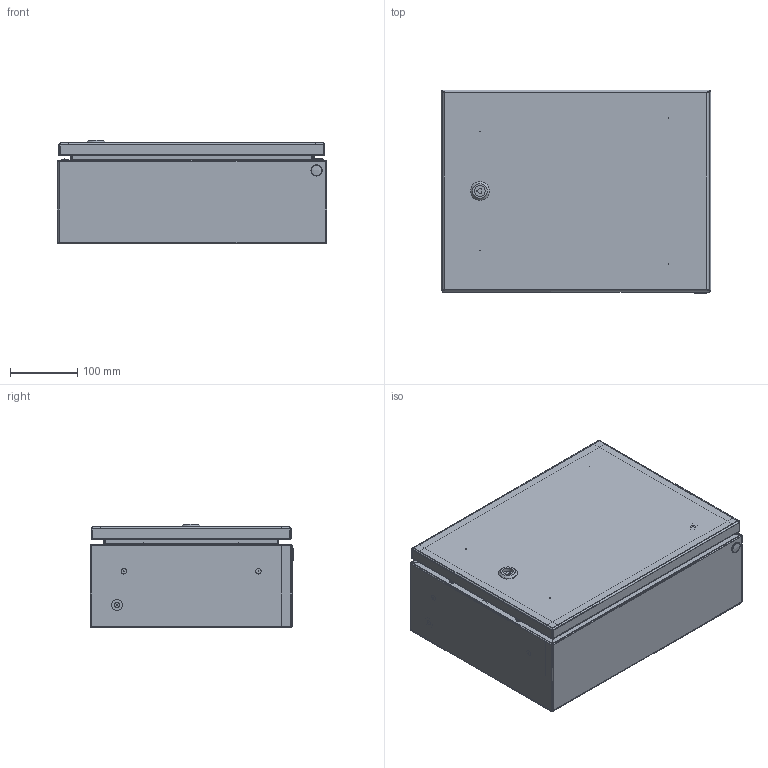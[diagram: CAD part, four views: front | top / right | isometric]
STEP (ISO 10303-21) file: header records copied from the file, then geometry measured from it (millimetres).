
FILE_DESCRIPTION (( 'STEP AP203' ), '1' );
FILE_NAME ('TI5-10-N-030-040-015-66 TITAN 5 Êîðïóñ ìåòàëëè÷åñêèé ÙÌÏ-30.40.15 ÓÕË1 IP66 IEK.STEP', '2023-09-25T06:59:32', ( '' ), ( '' ), 'SwSTEP 2.0', 'SolidWorks 2022', '' );
FILE_SCHEMA (( 'CONFIG_CONTROL_DESIGN' ));
Length unit declared in the file: millimetre
Products named in the file (28): Стойка петли + винт, кольцо, гайка_-01 (1.5мм); Гайка фланцевая DIN 6923_М5; IEK 201.013-01 Заглушка D8.0v3_10; IEK 720.001 Стойка_петли_зенковка 90; КИВА 139.03.01_300х400 (Для сборки); Корпус_под 1,4 мм; TI5-10-N-030-040-015-66 TITAN 5 Корпус металлический ЩМП-30.40.15 УХЛ1 IP66 IEK; КИВА 139.02.00СБ_300х400; IEK 201.013 Заглушка D5.5; IEK 201.010 Кольцо 005-008-19-2-3; Замок MESAN 060-1-1-37_MESAN 060-1-1-37-01; КИВА 139.05.00СБ_300х400х150; Ригель_7х49 (30403047); IEK 705.023-04 ОСЬ; Шпилька AFК_M8x16; КИВА 139.02.01_300х400; Гайка; IEK 720.002 Петля дверная_1,5; 705.024 Колпачок; Гайка фланцевая DIN 6923_М6; КИВА 139.01.01_300х400х150; Стойка петли + винт, кольцо, гайка_-00 (2мм); Винт М5х12 ГОСТ 17475_Винт A.2.M5x14 ГОСТ 17475-80; КИВА 139.00.01_300х400; IEK 720.001 Стойка_петли_1,5 мм зенковка; Пена полиуретановая RAKU-PUR 32-3250 (дверь)_300х400; КИВА 139.01.00СБ_300х400х150; Шпилька CFA_М6х25
Assembly tree (47 placements, depth 4):
  TI5-10-N-030-040-015-66 TITAN 5 Корпус металлический ЩМП-30.40.15 УХЛ1 IP66 IEK
    КИВА 139.01.00СБ_300х400х150
      КИВА 139.05.00СБ_300х400х150
        КИВА 139.01.01_300х400х150
        Шпилька AFК_M8x16  x2
        Шпилька CFA_М6х25  x4
      КИВА 139.03.01_300х400 (Для сборки)
      Стойка петли + винт, кольцо, гайка_-01 (1.5мм)
        IEK 720.001 Стойка_петли_1,5 мм зенковка
        Винт М5х12 ГОСТ 17475_Винт A.2.M5x14 ГОСТ 17475-80
        Гайка фланцевая DIN 6923_М5
        IEK 201.010 Кольцо 005-008-19-2-3
      Стойка петли + винт, кольцо, гайка_-00 (2мм)
        IEK 720.001 Стойка_петли_зенковка 90
        Винт М5х12 ГОСТ 17475_Винт A.2.M5x14 ГОСТ 17475-80
        Гайка фланцевая DIN 6923_М5
        IEK 201.010 Кольцо 005-008-19-2-3
      Шпилька CFA_М6х25  x4
    КИВА 139.02.00СБ_300х400
      КИВА 139.02.01_300х400
      Замок MESAN 060-1-1-37_MESAN 060-1-1-37-01
        Корпус_под 1,4 мм
        Ригель_7х49 (30403047)
        Гайка  x2
      Шпилька AFК_M8x16
      IEK 720.002 Петля дверная_1,5  x2
      Пена полиуретановая RAKU-PUR 32-3250 (дверь)_300х400
    КИВА 139.00.01_300х400
    IEK 201.013-01 Заглушка D8.0v3_10
    IEK 201.013 Заглушка D5.5  x2
    IEK 705.023-04 ОСЬ  x2
    705.024 Колпачок  x2
    Гайка фланцевая DIN 6923_М6  x4
Bounding box: 400 x 302.8 x 154.1 mm (x, y, z)
Volume: 884167 mm3; surface area: 1429576.2 mm2
Topology: 42 solids, 42 shells, 1561 faces, 3485 edges, 2102 vertices
Faces by surface type: plane 908, cylinder 349, bspline 152, cone 100, torus 45, sphere 7
Full cylindrical faces by diameter (mm): 1 x17, 3 x3, 3.5 x2, 3.8 x2, 4 x10, 4.136 x2, 5 x4, 5.3 x2, 5.5 x4, 6 x2, 7 x3, 7.1 x3, 7.2 x2, 8 x24, 9.2 x2, 10.1 x2, 10.6 x1, 11.8 x2, 14.2 x4, 15 x1, 16 x4, 16.6 x1, 20 x1, 28 x1
Entity records: 40944 total; most frequent: CARTESIAN_POINT 10975, ORIENTED_EDGE 5390, DIRECTION 5183, EDGE_CURVE 2695, LINE 1863, VECTOR 1863, VERTEX_POINT 1662, AXIS2_PLACEMENT_3D 1660
